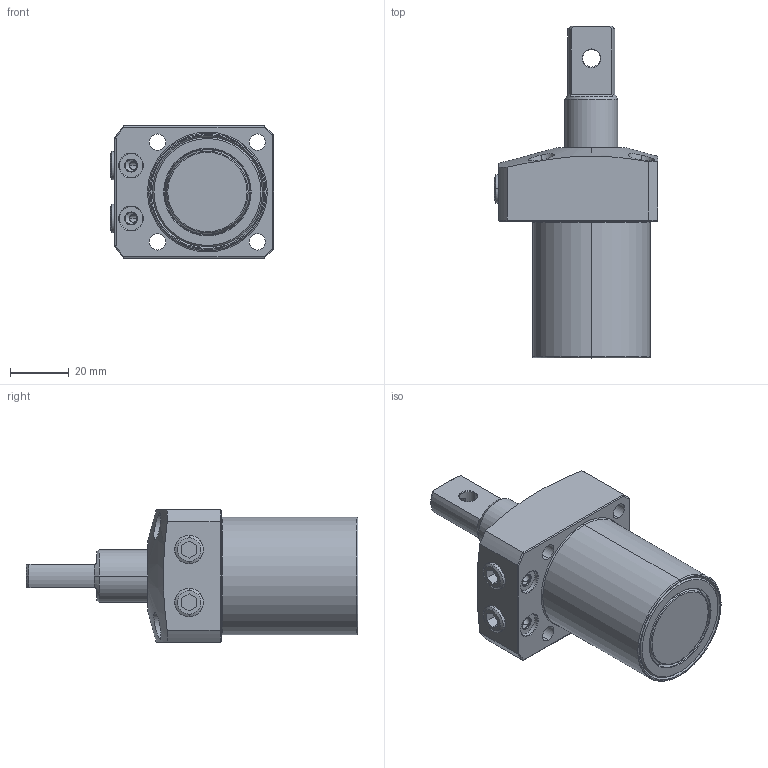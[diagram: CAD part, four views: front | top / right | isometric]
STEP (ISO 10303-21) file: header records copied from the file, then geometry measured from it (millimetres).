
FILE_DESCRIPTION (( 'STEP AP203' ), '1' );
FILE_NAME ('LHA0400-G-P.STEP', '2018-12-15T06:08:08', ( '微软用户' ), ( '微软中国' ), 'SwSTEP 2.0', 'SolidWorks 2012', '' );
FILE_SCHEMA (( 'CONFIG_CONTROL_DESIGN' ));
Length unit declared in the file: millimetre
Products named in the file (5): LHA0400-槭暌滀S(蹬怮椔); LHA0400-咂衝椳紕溽_rev1; LHA0400-楓羔_蹬怮椔); Rネジ1_8; LHA0400-G-P
Assembly tree (5 placements, depth 2):
  LHA0400-G-P
    LHA0400-槭暌滀S(蹬怮椔)
    LHA0400-咂衝椳紕溽_rev1
    LHA0400-楓羔_蹬怮椔)
    Rネジ1_8  x2
Bounding box: 55.5 x 113 x 45 mm (x, y, z)
Volume: 117384.2 mm3; surface area: 22929.3 mm2
Topology: 5 solids, 5 shells, 169 faces, 385 edges, 243 vertices
Faces by surface type: cylinder 59, plane 51, cone 49, torus 10
Entity records: 5485 total; most frequent: CARTESIAN_POINT 1384, DIRECTION 786, ORIENTED_EDGE 706, EDGE_CURVE 353, AXIS2_PLACEMENT_3D 325, VERTEX_POINT 223, EDGE_LOOP 186, CIRCLE 163
